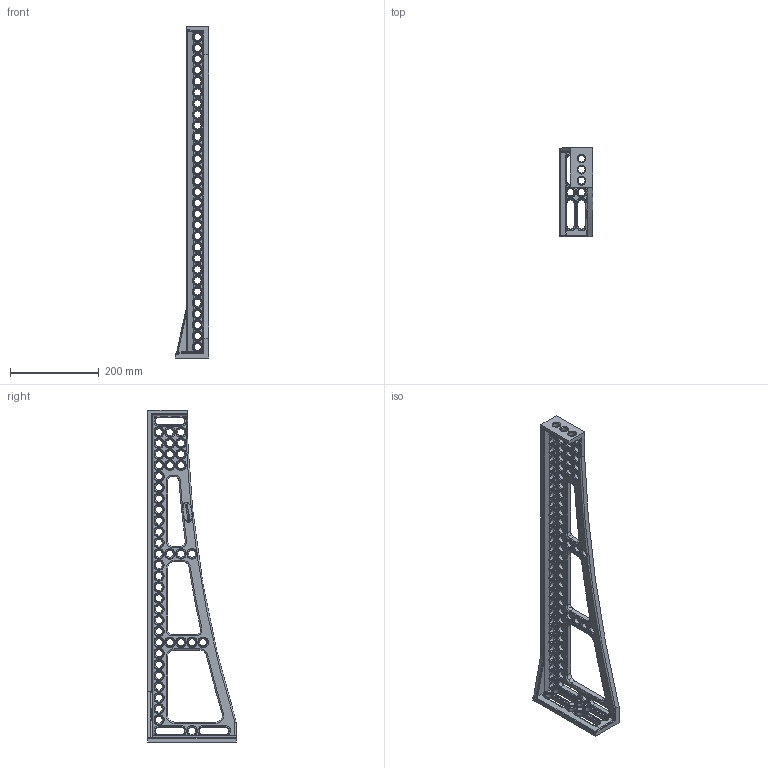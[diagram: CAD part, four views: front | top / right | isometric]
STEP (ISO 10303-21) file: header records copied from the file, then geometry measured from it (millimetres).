
FILE_DESCRIPTION(('STEP AP214'),'1');
FILE_NAME('160148.STP','2011-09-05T07:26:47',(' '),(' '),'Spatial InterOp 3D',' ',' ');
FILE_SCHEMA(('automotive_design'));
Length unit declared in the file: millimetre
Products named in the file (2): Quader; Mari510Ac7a6
Bounding box: 75 x 200 x 750 mm (x, y, z)
Volume: 1116941.5 mm3; surface area: 278011.9 mm2
Topology: 2 solids, 2 shells, 1390 faces, 3571 edges, 2210 vertices
Faces by surface type: cylinder 712, cone 364, plane 294, torus 16, bspline 4
Entity records: 55176 total; most frequent: CARTESIAN_POINT 8343, DIRECTION 8281, ORIENTED_EDGE 7142, EDGE_CURVE 3571, AXIS2_PLACEMENT_3D 3350, VERTEX_POINT 2210, CIRCLE 1862, EDGE_LOOP 1589
